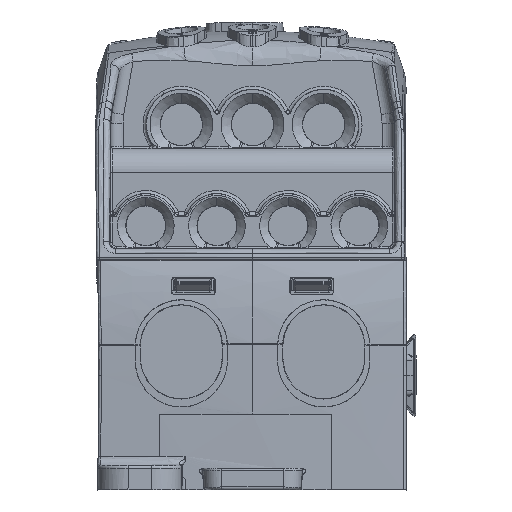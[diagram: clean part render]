
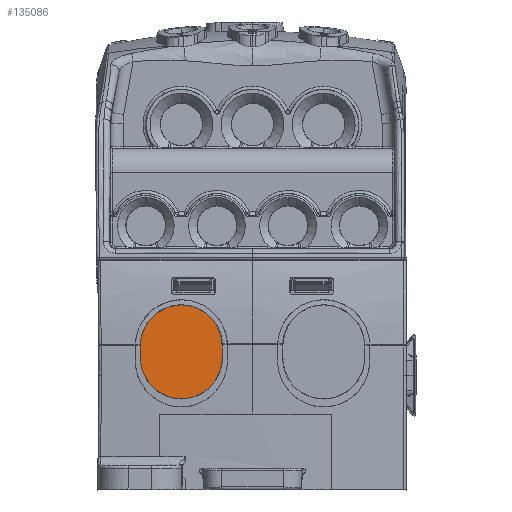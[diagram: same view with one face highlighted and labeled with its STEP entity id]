
A CAD part, front view. The second image highlights one B-rep face of the part: STEP entity #135086.
In plain terms, the highlighted planar face has unit normal (0, -1, 0).
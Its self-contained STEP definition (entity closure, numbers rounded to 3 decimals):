
#133725=AXIS2_PLACEMENT_3D('Circle Axis2P3D',#133723,#133724,$) ;
#133740=AXIS2_PLACEMENT_3D('Circle Axis2P3D',#133738,#133739,$) ;
#133857=AXIS2_PLACEMENT_3D('Circle Axis2P3D',#133855,#133856,$) ;
#133870=AXIS2_PLACEMENT_3D('Circle Axis2P3D',#133868,#133869,$) ;
#135076=AXIS2_PLACEMENT_3D('Plane Axis2P3D',#135073,#135074,#135075) ;
#133680=CARTESIAN_POINT('Vertex',(7.391,16.,21.907)) ;
#133684=CARTESIAN_POINT('Control Point',(7.391,16.,23.893)) ;
#133685=CARTESIAN_POINT('Control Point',(7.391,16.,23.496)) ;
#133686=CARTESIAN_POINT('Control Point',(7.391,16.,23.099)) ;
#133687=CARTESIAN_POINT('Control Point',(7.391,16.,22.701)) ;
#133688=CARTESIAN_POINT('Control Point',(7.391,16.,22.304)) ;
#133689=CARTESIAN_POINT('Control Point',(7.391,16.,21.907)) ;
#133690=CARTESIAN_POINT('Vertex',(7.391,16.,23.893)) ;
#133720=CARTESIAN_POINT('Vertex',(14.182,16.,30.691)) ;
#133723=CARTESIAN_POINT('Axis2P3D Location',(14.182,16.,23.9)) ;
#133738=CARTESIAN_POINT('Axis2P3D Location',(14.182,16.,23.9)) ;
#133742=CARTESIAN_POINT('Vertex',(20.974,16.,23.893)) ;
#133825=CARTESIAN_POINT('Vertex',(20.974,16.,21.907)) ;
#133829=CARTESIAN_POINT('Control Point',(20.974,16.,21.907)) ;
#133830=CARTESIAN_POINT('Control Point',(20.973,16.,22.304)) ;
#133831=CARTESIAN_POINT('Control Point',(20.973,16.,22.701)) ;
#133832=CARTESIAN_POINT('Control Point',(20.973,16.,23.099)) ;
#133833=CARTESIAN_POINT('Control Point',(20.973,16.,23.496)) ;
#133834=CARTESIAN_POINT('Control Point',(20.974,16.,23.893)) ;
#133852=CARTESIAN_POINT('Vertex',(14.182,16.,15.109)) ;
#133855=CARTESIAN_POINT('Axis2P3D Location',(14.182,16.,21.9)) ;
#133868=CARTESIAN_POINT('Axis2P3D Location',(14.182,16.,21.9)) ;
#135073=CARTESIAN_POINT('Axis2P3D Location',(48.282,16.,31.1)) ;
#133724=DIRECTION('Axis2P3D Direction',(0.,-1.,0.)) ;
#133739=DIRECTION('Axis2P3D Direction',(0.,-1.,0.)) ;
#133856=DIRECTION('Axis2P3D Direction',(0.,-1.,0.)) ;
#133869=DIRECTION('Axis2P3D Direction',(0.,-1.,0.)) ;
#135074=DIRECTION('Axis2P3D Direction',(0.,1.,0.)) ;
#135075=DIRECTION('Axis2P3D XDirection',(0.,0.,-1.)) ;
#135079=ORIENTED_EDGE('',*,*,#133727,.F.) ;
#135080=ORIENTED_EDGE('',*,*,#133692,.T.) ;
#135081=ORIENTED_EDGE('',*,*,#133872,.F.) ;
#135082=ORIENTED_EDGE('',*,*,#133859,.F.) ;
#135083=ORIENTED_EDGE('',*,*,#133835,.T.) ;
#135084=ORIENTED_EDGE('',*,*,#133744,.F.) ;
#135086=ADVANCED_FACE('NAUO2\\Importiert1',(#135085),#135077,.F.) ;
#133683=B_SPLINE_CURVE_WITH_KNOTS('',5,(#133684,#133685,#133686,#133687,#133688,#133689),.UNSPECIFIED.,.F.,.U.,(6,6),(0.,1.986),.UNSPECIFIED.) ;
#133828=B_SPLINE_CURVE_WITH_KNOTS('',5,(#133829,#133830,#133831,#133832,#133833,#133834),.UNSPECIFIED.,.F.,.U.,(6,6),(0.,1.986),.UNSPECIFIED.) ;
#133726=CIRCLE('generated circle',#133725,6.791) ;
#133741=CIRCLE('generated circle',#133740,6.791) ;
#133858=CIRCLE('generated circle',#133857,6.791) ;
#133871=CIRCLE('generated circle',#133870,6.791) ;
#133692=EDGE_CURVE('',#133691,#133681,#133683,.T.) ;
#133727=EDGE_CURVE('',#133691,#133721,#133726,.F.) ;
#133744=EDGE_CURVE('',#133721,#133743,#133741,.F.) ;
#133835=EDGE_CURVE('',#133826,#133743,#133828,.T.) ;
#133859=EDGE_CURVE('',#133826,#133853,#133858,.F.) ;
#133872=EDGE_CURVE('',#133853,#133681,#133871,.F.) ;
#135078=EDGE_LOOP('',(#135079,#135080,#135081,#135082,#135083,#135084)) ;
#135085=FACE_OUTER_BOUND('',#135078,.T.) ;
#135077=PLANE('',#135076) ;
#133681=VERTEX_POINT('',#133680) ;
#133691=VERTEX_POINT('',#133690) ;
#133721=VERTEX_POINT('',#133720) ;
#133743=VERTEX_POINT('',#133742) ;
#133826=VERTEX_POINT('',#133825) ;
#133853=VERTEX_POINT('',#133852) ;
